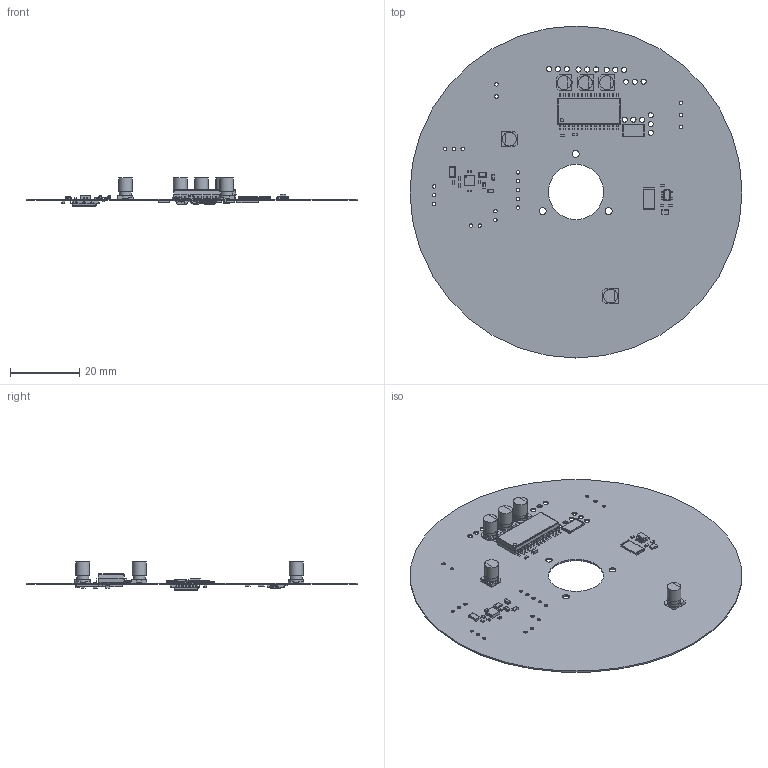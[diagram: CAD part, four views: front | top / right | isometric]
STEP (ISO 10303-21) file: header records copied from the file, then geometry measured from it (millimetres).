
FILE_DESCRIPTION(('Open CASCADE Model'),'2;1');
FILE_NAME('Open CASCADE Shape Model','2018-02-06T09:04:58',('Author'),( 'Open CASCADE'),'Open CASCADE STEP processor 6.8','Open CASCADE 6.8' ,'Unknown');
FILE_SCHEMA(('AUTOMOTIVE_DESIGN { 1 0 10303 214 1 1 1 1 }'));
Length unit declared in the file: millimetre
Products named in the file (232): PCB; Board; ﾑ25; 587091856; Terminal; Open_CASCADE_STEP_translator_6.8_11.1.1; Open_CASCADE_STEP_translator_6.8_11.1.2; Mid_Body; Open_CASCADE_STEP_translator_6.8_11.2.1; ﾑ24; 587092536; base; Open_CASCADE_STEP_translator_6.8_32.1.1; cylinder; Open_CASCADE_STEP_translator_6.8_32.2.1; mark; Open_CASCADE_STEP_translator_6.8_32.3.1; lead; ﾑ23; ﾑ22; ﾑ21; 587091992; Open_CASCADE_STEP_translator_6.8_9.1.1; Open_CASCADE_STEP_translator_6.8_9.1.2; Open_CASCADE_STEP_translator_6.8_9.2.1; ﾑ20; ﾑ19; ﾑ18; 586942064; ﾑ17; 586941936; ﾑ16; 586943088; ﾑ15; 586942192; ﾑ14; 586942960; ﾑ13; 586941808; ﾑ12 ...
Assembly tree (345 placements, depth 5):
  PCB
    Board
    ﾑ25
      587091856
        Terminal
          Open_CASCADE_STEP_translator_6.8_11.1.1
          Open_CASCADE_STEP_translator_6.8_11.1.2
        Mid_Body
          Open_CASCADE_STEP_translator_6.8_11.2.1
    ﾑ24
      587092536
        base
          Open_CASCADE_STEP_translator_6.8_32.1.1
        cylinder
          Open_CASCADE_STEP_translator_6.8_32.2.1
        mark
          Open_CASCADE_STEP_translator_6.8_32.3.1
        lead  x2
    ﾑ23
      587092536
        base
          Open_CASCADE_STEP_translator_6.8_32.1.1
        cylinder
          Open_CASCADE_STEP_translator_6.8_32.2.1
        mark
          Open_CASCADE_STEP_translator_6.8_32.3.1
        lead  x2
    ﾑ22
      587092536
        base
          Open_CASCADE_STEP_translator_6.8_32.1.1
        cylinder
          Open_CASCADE_STEP_translator_6.8_32.2.1
        mark
          Open_CASCADE_STEP_translator_6.8_32.3.1
        lead  x2
    ﾑ21
      587091992
        Terminal
          Open_CASCADE_STEP_translator_6.8_9.1.1
          Open_CASCADE_STEP_translator_6.8_9.1.2
        Mid_Body
          Open_CASCADE_STEP_translator_6.8_9.2.1
    ﾑ20
      587091992
        Terminal
          Open_CASCADE_STEP_translator_6.8_9.1.1
          Open_CASCADE_STEP_translator_6.8_9.1.2
        Mid_Body
          Open_CASCADE_STEP_translator_6.8_9.2.1
    ﾑ19
      587091992
        Terminal
          Open_CASCADE_STEP_translator_6.8_9.1.1
          Open_CASCADE_STEP_translator_6.8_9.1.2
        Mid_Body
          Open_CASCADE_STEP_translator_6.8_9.2.1
    ﾑ18
      586942064
        base
Bounding box: 96 x 96 x 8.11 mm (x, y, z)
Volume: 3827.4 mm3; surface area: 16816.3 mm2
Topology: 265 solids, 274 shells, 4158 faces, 8875 edges, 5049 vertices
Faces by surface type: plane 2922, cylinder 972, sphere 220, bspline 44
Full cylindrical faces by diameter (mm): 0.362 x1, 0.388 x1, 0.875 x1, 0.95 x1, 1 x20, 1.5 x18, 2 x3, 3.5 x5, 4 x10, 16 x1, 96 x1
Entity records: 47003 total; most frequent: CARTESIAN_POINT 10440, DIRECTION 7209, ORIENTED_EDGE 6053, EDGE_CURVE 3033, AXIS2_PLACEMENT_3D 2586, LINE 2037, VECTOR 2037, VERTEX_POINT 1781
